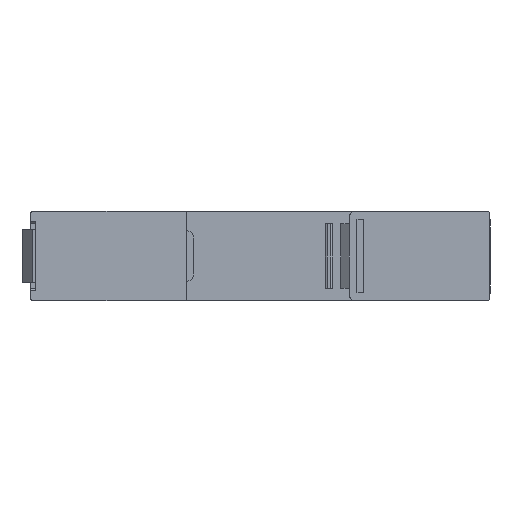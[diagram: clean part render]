
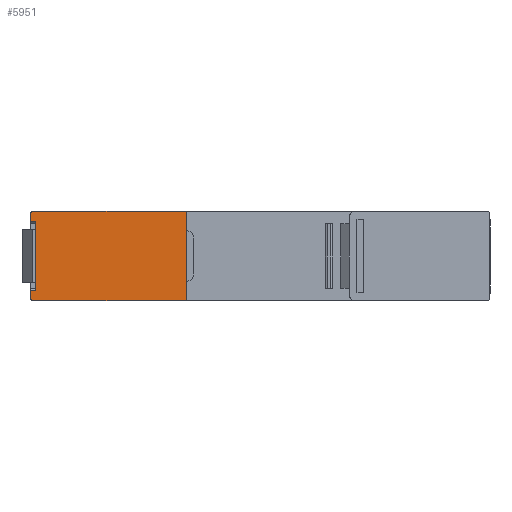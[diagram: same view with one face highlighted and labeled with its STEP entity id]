
A CAD part, front view. The second image highlights one B-rep face of the part: STEP entity #5951.
In plain terms, the highlighted planar face has unit normal (0, -1, 0).
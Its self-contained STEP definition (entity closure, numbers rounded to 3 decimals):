
#22 = CARTESIAN_POINT ( 'NONE',  ( -16.664, -27.284, -90.599 ) ) ;
#154 = ORIENTED_EDGE ( 'NONE', *, *, #5665, .T. ) ;
#180 = ORIENTED_EDGE ( 'NONE', *, *, #9124, .T. ) ;
#721 = VECTOR ( 'NONE', #12134, 1000. ) ;
#1017 = VERTEX_POINT ( 'NONE', #17695 ) ;
#1229 = CARTESIAN_POINT ( 'NONE',  ( 14.026, -27.284, 127.82 ) ) ;
#1705 = DIRECTION ( 'NONE',  ( 0., 0., -1. ) ) ;
#2087 = VECTOR ( 'NONE', #1705, 1000. ) ;
#2894 = DIRECTION ( 'NONE',  ( 0., -1., 0. ) ) ;
#3115 = VERTEX_POINT ( 'NONE', #19613 ) ;
#3295 = CARTESIAN_POINT ( 'NONE',  ( -16.664, -27.284, 0.5 ) ) ;
#3431 = VERTEX_POINT ( 'NONE', #21973 ) ;
#3516 = CARTESIAN_POINT ( 'NONE',  ( 14.026, -27.284, 127.82 ) ) ;
#3582 = CARTESIAN_POINT ( 'NONE',  ( -16.664, -27.284, 15.6 ) ) ;
#3696 = LINE ( 'NONE', #22, #721 ) ;
#3704 = CARTESIAN_POINT ( 'NONE',  ( -16.664, -27.284, -90.599 ) ) ;
#3905 = CARTESIAN_POINT ( 'NONE',  ( -15.664, -27.284, 1.9 ) ) ;
#3918 = LINE ( 'NONE', #3704, #11727 ) ;
#4770 = CARTESIAN_POINT ( 'NONE',  ( 14.026, -27.284, 0. ) ) ;
#4882 = CARTESIAN_POINT ( 'NONE',  ( -16.664, -27.284, 1.9 ) ) ;
#4903 = VERTEX_POINT ( 'NONE', #11606 ) ;
#5361 = PLANE ( 'NONE',  #8325 ) ;
#5665 = EDGE_CURVE ( 'NONE', #1017, #21206, #14307, .T. ) ;
#5951 = ADVANCED_FACE ( 'NONE', ( #10232 ), #5361, .T. ) ;
#6128 = EDGE_LOOP ( 'NONE', ( #13074, #12741, #16146, #11498, #8317, #19557, #22197, #154, #180, #23216 ) ) ;
#6629 = CARTESIAN_POINT ( 'NONE',  ( -16.664, -27.284, 17. ) ) ;
#6817 = LINE ( 'NONE', #3516, #17965 ) ;
#6894 = LINE ( 'NONE', #4770, #9796 ) ;
#6990 = DIRECTION ( 'NONE',  ( -1., 0., 0. ) ) ;
#7435 = AXIS2_PLACEMENT_3D ( 'NONE', #8862, #12335, #23258 ) ;
#7715 = CIRCLE ( 'NONE', #18273, 0.5 ) ;
#8305 = CARTESIAN_POINT ( 'NONE',  ( -16.164, -27.284, 17. ) ) ;
#8317 = ORIENTED_EDGE ( 'NONE', *, *, #12113, .T. ) ;
#8325 = AXIS2_PLACEMENT_3D ( 'NONE', #1229, #8660, #13834 ) ;
#8459 = LINE ( 'NONE', #13441, #23230 ) ;
#8660 = DIRECTION ( 'NONE',  ( 0., -1., 0. ) ) ;
#8860 = EDGE_CURVE ( 'NONE', #11189, #1017, #8459, .T. ) ;
#8862 = CARTESIAN_POINT ( 'NONE',  ( -16.164, -27.284, 0.5 ) ) ;
#9120 = DIRECTION ( 'NONE',  ( 0., 0., 1. ) ) ;
#9124 = EDGE_CURVE ( 'NONE', #21206, #22578, #16822, .T. ) ;
#9538 = CARTESIAN_POINT ( 'NONE',  ( 10.192, -27.284, 1.9 ) ) ;
#9596 = VERTEX_POINT ( 'NONE', #11767 ) ;
#9634 = EDGE_CURVE ( 'NONE', #20668, #3431, #22889, .T. ) ;
#9796 = VECTOR ( 'NONE', #6990, 1000. ) ;
#10232 = FACE_OUTER_BOUND ( 'NONE', #6128, .T. ) ;
#10593 = CARTESIAN_POINT ( 'NONE',  ( -15.664, -27.284, 127.82 ) ) ;
#11064 = EDGE_CURVE ( 'NONE', #11189, #22787, #3696, .T. ) ;
#11189 = VERTEX_POINT ( 'NONE', #3582 ) ;
#11225 = EDGE_CURVE ( 'NONE', #20668, #22578, #3918, .T. ) ;
#11498 = ORIENTED_EDGE ( 'NONE', *, *, #22264, .T. ) ;
#11606 = CARTESIAN_POINT ( 'NONE',  ( 14.026, -27.284, 0. ) ) ;
#11727 = VECTOR ( 'NONE', #9120, 1000. ) ;
#11767 = CARTESIAN_POINT ( 'NONE',  ( 14.026, -27.284, 17.5 ) ) ;
#12113 = EDGE_CURVE ( 'NONE', #3115, #22787, #7715, .T. ) ;
#12134 = DIRECTION ( 'NONE',  ( 0., 0., 1. ) ) ;
#12335 = DIRECTION ( 'NONE',  ( 0., -1., 0. ) ) ;
#12741 = ORIENTED_EDGE ( 'NONE', *, *, #20040, .F. ) ;
#13074 = ORIENTED_EDGE ( 'NONE', *, *, #9634, .T. ) ;
#13441 = CARTESIAN_POINT ( 'NONE',  ( -14.044, -27.284, 15.6 ) ) ;
#13819 = VECTOR ( 'NONE', #14575, 1000. ) ;
#13834 = DIRECTION ( 'NONE',  ( 1., 0., 0. ) ) ;
#14306 = EDGE_CURVE ( 'NONE', #9596, #4903, #6817, .T. ) ;
#14307 = LINE ( 'NONE', #10593, #2087 ) ;
#14575 = DIRECTION ( 'NONE',  ( -1., 0., 0. ) ) ;
#14707 = LINE ( 'NONE', #20137, #20776 ) ;
#15501 = DIRECTION ( 'NONE',  ( 0., 0., -1. ) ) ;
#16146 = ORIENTED_EDGE ( 'NONE', *, *, #14306, .F. ) ;
#16822 = LINE ( 'NONE', #9538, #13819 ) ;
#17695 = CARTESIAN_POINT ( 'NONE',  ( -15.664, -27.284, 15.6 ) ) ;
#17965 = VECTOR ( 'NONE', #22952, 1000. ) ;
#18273 = AXIS2_PLACEMENT_3D ( 'NONE', #8305, #2894, #15501 ) ;
#18352 = DIRECTION ( 'NONE',  ( -1., 0., 0. ) ) ;
#19557 = ORIENTED_EDGE ( 'NONE', *, *, #11064, .F. ) ;
#19613 = CARTESIAN_POINT ( 'NONE',  ( -16.164, -27.284, 17.5 ) ) ;
#20040 = EDGE_CURVE ( 'NONE', #4903, #3431, #6894, .T. ) ;
#20137 = CARTESIAN_POINT ( 'NONE',  ( 14.026, -27.284, 17.5 ) ) ;
#20668 = VERTEX_POINT ( 'NONE', #3295 ) ;
#20776 = VECTOR ( 'NONE', #18352, 1000. ) ;
#21206 = VERTEX_POINT ( 'NONE', #3905 ) ;
#21973 = CARTESIAN_POINT ( 'NONE',  ( -16.164, -27.284, 0. ) ) ;
#22197 = ORIENTED_EDGE ( 'NONE', *, *, #8860, .T. ) ;
#22264 = EDGE_CURVE ( 'NONE', #9596, #3115, #14707, .T. ) ;
#22578 = VERTEX_POINT ( 'NONE', #4882 ) ;
#22610 = DIRECTION ( 'NONE',  ( 1., 0., 0. ) ) ;
#22787 = VERTEX_POINT ( 'NONE', #6629 ) ;
#22889 = CIRCLE ( 'NONE', #7435, 0.5 ) ;
#22952 = DIRECTION ( 'NONE',  ( 0., 0., -1. ) ) ;
#23216 = ORIENTED_EDGE ( 'NONE', *, *, #11225, .F. ) ;
#23230 = VECTOR ( 'NONE', #22610, 1000. ) ;
#23258 = DIRECTION ( 'NONE',  ( 0., 0., -1. ) ) ;
